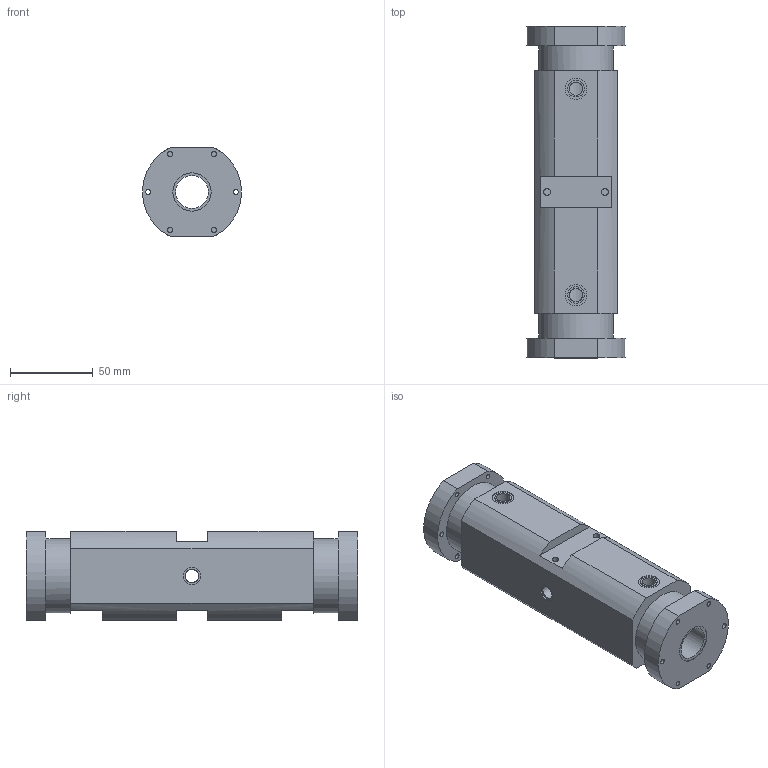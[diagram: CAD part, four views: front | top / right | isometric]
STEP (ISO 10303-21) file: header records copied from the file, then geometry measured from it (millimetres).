
FILE_DESCRIPTION(/* description */ ('Unknown'),/* implementation_level */ '2;1');
FILE_NAME(/* name */ 'TeflonCellNew',/* time_stamp */ '2024-05-10T11:16:44+03:00',/* author */ ('Unknown'),/* organization */ ('Unknown'),/* preprocessor_version */ 'ST-DEVELOPER v18.102',/* originating_system */ 'Solid Edge',/* authorisation */ 'Unknown');
FILE_SCHEMA (('AUTOMOTIVE_DESIGN {1 0 10303 214 3 1 1}'));
Length unit declared in the file: millimetre
Products named in the file (1): TeflonCellNew
Bounding box: 59.78 x 201 x 54 mm (x, y, z)
Volume: 395082.6 mm3; surface area: 61312 mm2
Topology: 1 solids, 1 shells, 95 faces, 233 edges, 156 vertices
Faces by surface type: cylinder 51, plane 44
Full cylindrical faces by diameter (mm): 3.1 x12, 4.134 x16, 8 x4, 10 x2, 10.5 x2, 13 x2, 20 x1, 23.2 x2, 45 x2
Entity records: 3263 total; most frequent: CARTESIAN_POINT 472, DIRECTION 460, ORIENTED_EDGE 336, AXIS2_PLACEMENT_3D 200, EDGE_LOOP 190, FACE_BOUND 190, EDGE_CURVE 168, VERTEX_POINT 136
